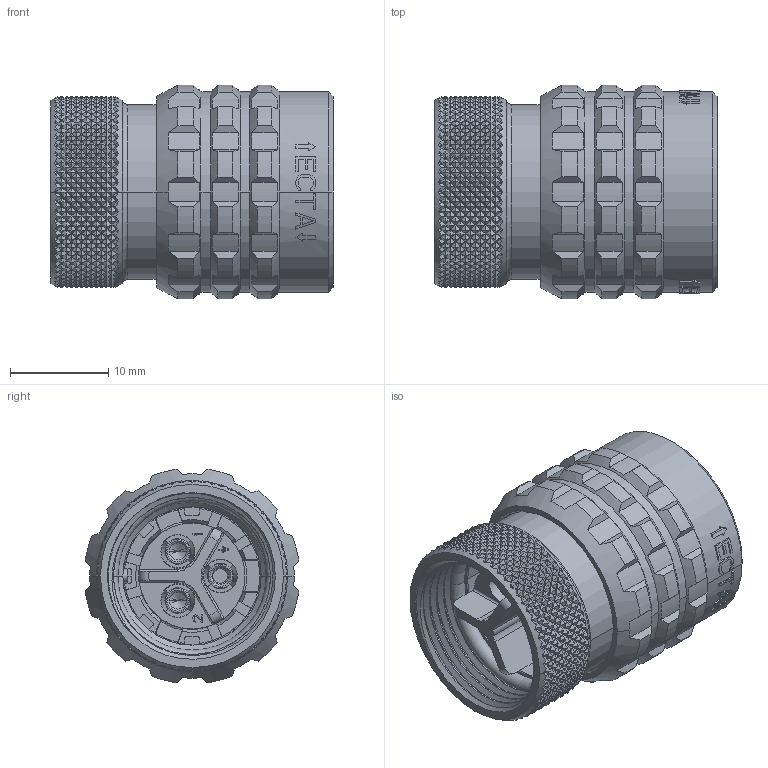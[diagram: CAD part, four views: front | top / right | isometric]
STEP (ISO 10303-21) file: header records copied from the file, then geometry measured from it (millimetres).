
FILE_DESCRIPTION((''),'2;1');
FILE_NAME('1331M193FS','2024-07-17T15:06:25',('paultorloting'),('NET AG system integration'),'CREO PARAMETRIC BY PTC INC, 2021404','CREO PARAMETRIC BY PTC INC, 2021404','');
FILE_SCHEMA(('AUTOMOTIVE_DESIGN { 1 0 10303 214 1 1 1 1 }'));
Products named in the file (1): 1331M193FS
Bounding box: 28.8 x 21.79 x 21.79 mm (x, y, z)
Volume: 6064.2 mm3; surface area: 7943.4 mm2
Topology: 1 solids, 6 shells, 4990 faces, 9402 edges, 4486 vertices
Faces by surface type: bspline 3378, plane 1068, cylinder 310, cone 149, torus 77, sphere 8
Entity records: 212089 total; most frequent: CARTESIAN_POINT 104680, ORIENTED_EDGE 18780, EDGE_CURVE 9390, DIRECTION 7401, B_SPLINE_CURVE_WITH_KNOTS 6199, EDGE_LOOP 5082, FACE_OUTER_BOUND 4990, ADVANCED_FACE 4990
